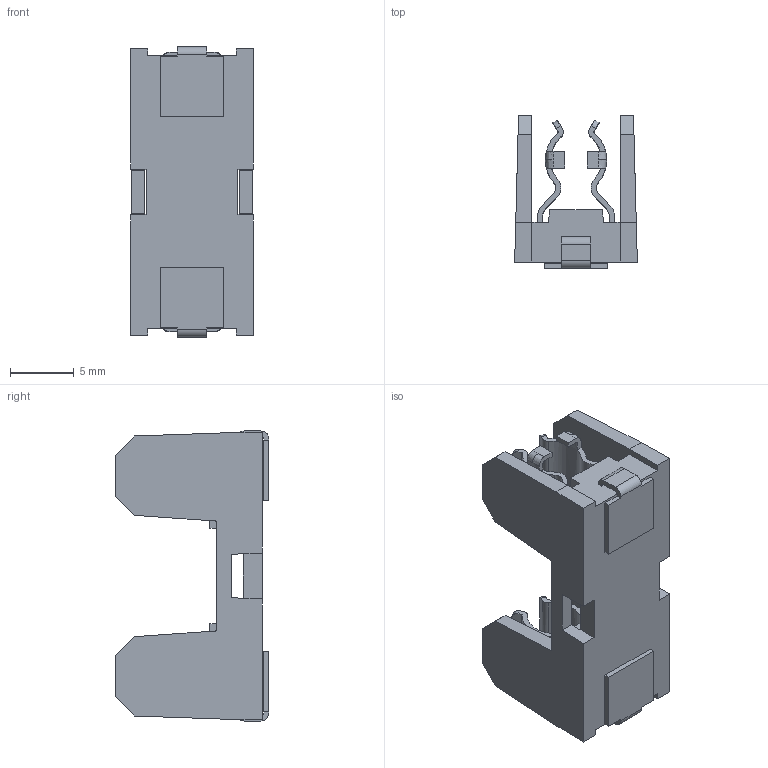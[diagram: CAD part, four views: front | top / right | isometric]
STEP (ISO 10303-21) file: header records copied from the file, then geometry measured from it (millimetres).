
FILE_DESCRIPTION(/* description */ (''),/* implementation_level */ '2;1');
FILE_NAME(/* name */ 'Fuse Holders SMD 5x20mm',/* time_stamp */ '2019-12-01T17:11:42+01:00',/* author */ (''),/* organization */ (''),/* preprocessor_version */ 'ST-DEVELOPER v16.5',/* originating_system */ '',/* authorisation */ '');
FILE_SCHEMA (('AUTOMOTIVE_DESIGN'));
Length unit declared in the file: millimetre
Products named in the file (1): Document
Bounding box: 9.6 x 12 x 22.7 mm (x, y, z)
Volume: 929.1 mm3; surface area: 1695.8 mm2
Topology: 7 solids, 7 shells, 218 faces, 624 edges, 416 vertices
Faces by surface type: plane 154, bspline 64
Entity records: 8876 total; most frequent: CARTESIAN_POINT 4892, ORIENTED_EDGE 1248, EDGE_CURVE 624, B_SPLINE_CURVE_WITH_KNOTS 480, VERTEX_POINT 416, ADVANCED_FACE 218, FACE_OUTER_BOUND 218, EDGE_LOOP 218
